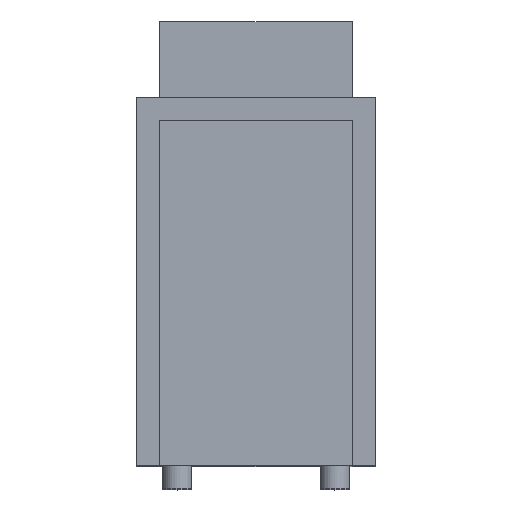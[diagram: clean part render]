
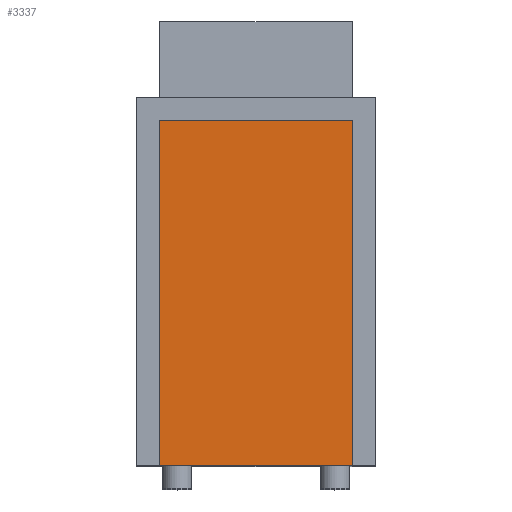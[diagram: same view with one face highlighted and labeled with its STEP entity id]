
A CAD part, top view. The second image highlights one B-rep face of the part: STEP entity #3337.
In plain terms, the highlighted planar face has unit normal (0, 0, 1).
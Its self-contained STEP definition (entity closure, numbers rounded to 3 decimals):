
#225=FACE_OUTER_BOUND('',#411,.T.);
#411=EDGE_LOOP('',(#3021,#3022,#3023,#3024));
#453=LINE('',#4455,#889);
#498=LINE('',#4549,#934);
#527=LINE('',#4620,#963);
#757=LINE('',#5087,#1193);
#889=VECTOR('',#3620,10.);
#934=VECTOR('',#3687,10.);
#963=VECTOR('',#3750,10.);
#1193=VECTOR('',#4098,10.);
#1331=VERTEX_POINT('',#4452);
#1332=VERTEX_POINT('',#4454);
#1370=VERTEX_POINT('',#4547);
#1395=VERTEX_POINT('',#4619);
#1650=EDGE_CURVE('',#1332,#1331,#453,.T.);
#1695=EDGE_CURVE('',#1370,#1331,#498,.T.);
#1728=EDGE_CURVE('',#1332,#1395,#527,.T.);
#1967=EDGE_CURVE('',#1395,#1370,#757,.T.);
#3021=ORIENTED_EDGE('',*,*,#1728,.F.);
#3022=ORIENTED_EDGE('',*,*,#1650,.T.);
#3023=ORIENTED_EDGE('',*,*,#1695,.F.);
#3024=ORIENTED_EDGE('',*,*,#1967,.F.);
#3174=PLANE('',#3553);
#3337=ADVANCED_FACE('',(#225),#3174,.T.);
#3553=AXIS2_PLACEMENT_3D('',#5329,#4382,#4383);
#3620=DIRECTION('',(0.,1.,0.));
#3687=DIRECTION('',(1.,0.,0.));
#3750=DIRECTION('',(-1.,0.,0.));
#4098=DIRECTION('',(0.,1.,0.));
#4382=DIRECTION('center_axis',(0.,0.,1.));
#4383=DIRECTION('ref_axis',(1.,0.,0.));
#4452=CARTESIAN_POINT('',(8.25,29.5,32.5));
#4454=CARTESIAN_POINT('',(8.25,0.,32.5));
#4455=CARTESIAN_POINT('',(8.25,0.,32.5));
#4547=CARTESIAN_POINT('',(-8.25,29.5,32.5));
#4549=CARTESIAN_POINT('',(8.25,29.5,32.5));
#4619=CARTESIAN_POINT('',(-8.25,0.,32.5));
#4620=CARTESIAN_POINT('',(8.25,0.,32.5));
#5087=CARTESIAN_POINT('',(-8.25,0.,32.5));
#5329=CARTESIAN_POINT('Origin',(-8.25,0.,32.5));
